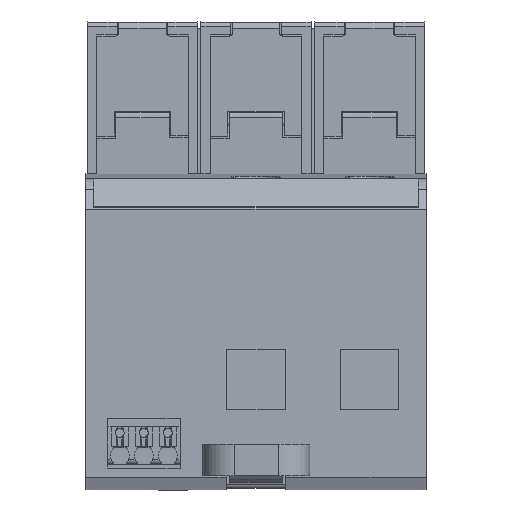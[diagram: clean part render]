
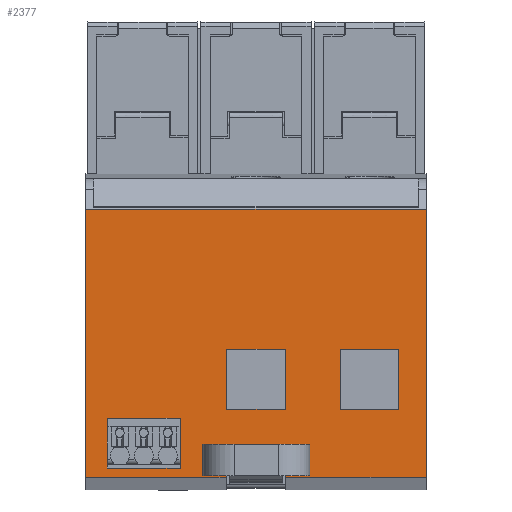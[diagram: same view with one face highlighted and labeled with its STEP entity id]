
A CAD part, front view. The second image highlights one B-rep face of the part: STEP entity #2377.
In plain terms, the highlighted planar face has unit normal (0, -1, 0.003).
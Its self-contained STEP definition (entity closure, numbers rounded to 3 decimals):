
#2220=AXIS2_PLACEMENT_3D('Plane Axis2P3D',#2217,#2218,#2219) ;
#1177=CARTESIAN_POINT('Vertex',(22.243,14.992,7.235)) ;
#1180=CARTESIAN_POINT('Line Origine',(22.243,14.985,4.648)) ;
#1184=CARTESIAN_POINT('Vertex',(22.243,14.978,2.062)) ;
#1264=CARTESIAN_POINT('Vertex',(22.82,14.992,7.235)) ;
#1542=CARTESIAN_POINT('Vertex',(31.22,14.992,7.235)) ;
#1647=CARTESIAN_POINT('Vertex',(31.707,14.978,2.062)) ;
#1650=CARTESIAN_POINT('Line Origine',(31.707,14.985,4.648)) ;
#1654=CARTESIAN_POINT('Vertex',(31.707,14.992,7.235)) ;
#2196=CARTESIAN_POINT('Line Origine',(11.121,14.978,2.062)) ;
#2200=CARTESIAN_POINT('Vertex',(0.,14.978,2.062)) ;
#2217=CARTESIAN_POINT('Axis2P3D Location',(0.,15.09,44.542)) ;
#2222=CARTESIAN_POINT('Line Origine',(0.,15.034,23.302)) ;
#2226=CARTESIAN_POINT('Vertex',(0.,15.09,44.542)) ;
#2229=CARTESIAN_POINT('Line Origine',(22.532,14.992,7.235)) ;
#2234=CARTESIAN_POINT('Line Origine',(27.02,14.992,7.235)) ;
#2239=CARTESIAN_POINT('Line Origine',(31.463,14.992,7.235)) ;
#2244=CARTESIAN_POINT('Line Origine',(42.853,14.978,2.062)) ;
#2248=CARTESIAN_POINT('Vertex',(54.,14.978,2.062)) ;
#2251=CARTESIAN_POINT('Line Origine',(54.,15.034,23.302)) ;
#2255=CARTESIAN_POINT('Vertex',(54.,15.09,44.542)) ;
#2258=CARTESIAN_POINT('Line Origine',(27.,15.09,44.542)) ;
#2275=CARTESIAN_POINT('Line Origine',(22.381,15.019,17.574)) ;
#2279=CARTESIAN_POINT('Vertex',(22.381,15.032,22.355)) ;
#2281=CARTESIAN_POINT('Vertex',(22.381,15.007,12.793)) ;
#2284=CARTESIAN_POINT('Line Origine',(26.999,15.032,22.355)) ;
#2288=CARTESIAN_POINT('Vertex',(31.618,15.032,22.355)) ;
#2291=CARTESIAN_POINT('Line Origine',(31.618,15.019,17.574)) ;
#2295=CARTESIAN_POINT('Vertex',(31.618,15.007,12.793)) ;
#2298=CARTESIAN_POINT('Line Origine',(26.999,15.007,12.793)) ;
#2309=CARTESIAN_POINT('Line Origine',(14.965,14.993,7.538)) ;
#2313=CARTESIAN_POINT('Vertex',(14.965,15.003,11.263)) ;
#2315=CARTESIAN_POINT('Vertex',(14.965,14.983,3.813)) ;
#2318=CARTESIAN_POINT('Line Origine',(9.2,14.983,3.813)) ;
#2322=CARTESIAN_POINT('Vertex',(3.435,14.983,3.813)) ;
#2325=CARTESIAN_POINT('Line Origine',(3.435,14.993,7.538)) ;
#2329=CARTESIAN_POINT('Vertex',(3.435,15.003,11.263)) ;
#2332=CARTESIAN_POINT('Line Origine',(9.2,15.003,11.263)) ;
#2343=CARTESIAN_POINT('Line Origine',(44.999,15.007,12.793)) ;
#2347=CARTESIAN_POINT('Vertex',(40.381,15.007,12.793)) ;
#2349=CARTESIAN_POINT('Vertex',(49.618,15.007,12.793)) ;
#2352=CARTESIAN_POINT('Line Origine',(40.381,15.019,17.574)) ;
#2356=CARTESIAN_POINT('Vertex',(40.381,15.032,22.355)) ;
#2359=CARTESIAN_POINT('Line Origine',(44.999,15.032,22.355)) ;
#2363=CARTESIAN_POINT('Vertex',(49.618,15.032,22.355)) ;
#2366=CARTESIAN_POINT('Line Origine',(49.618,15.019,17.574)) ;
#1181=DIRECTION('Vector Direction',(0.,-0.003,-1.)) ;
#1651=DIRECTION('Vector Direction',(0.,-0.003,-1.)) ;
#2197=DIRECTION('Vector Direction',(1.,0.,0.)) ;
#2218=DIRECTION('Axis2P3D Direction',(0.,-1.,0.003)) ;
#2219=DIRECTION('Axis2P3D XDirection',(0.,-0.003,-1.)) ;
#2223=DIRECTION('Vector Direction',(0.,-0.003,-1.)) ;
#2230=DIRECTION('Vector Direction',(-1.,0.,0.)) ;
#2235=DIRECTION('Vector Direction',(-1.,0.,0.)) ;
#2240=DIRECTION('Vector Direction',(-1.,0.,0.)) ;
#2245=DIRECTION('Vector Direction',(1.,0.,0.)) ;
#2252=DIRECTION('Vector Direction',(0.,-0.003,-1.)) ;
#2259=DIRECTION('Vector Direction',(1.,0.,0.)) ;
#2276=DIRECTION('Vector Direction',(0.,-0.003,-1.)) ;
#2285=DIRECTION('Vector Direction',(-1.,0.,0.)) ;
#2292=DIRECTION('Vector Direction',(0.,0.003,1.)) ;
#2299=DIRECTION('Vector Direction',(1.,0.,0.)) ;
#2310=DIRECTION('Vector Direction',(0.,-0.003,-1.)) ;
#2319=DIRECTION('Vector Direction',(1.,0.,0.)) ;
#2326=DIRECTION('Vector Direction',(0.,0.003,1.)) ;
#2333=DIRECTION('Vector Direction',(1.,0.,0.)) ;
#2344=DIRECTION('Vector Direction',(1.,0.,0.)) ;
#2353=DIRECTION('Vector Direction',(0.,-0.003,-1.)) ;
#2360=DIRECTION('Vector Direction',(-1.,0.,0.)) ;
#2367=DIRECTION('Vector Direction',(0.,0.003,1.)) ;
#1182=VECTOR('Line Direction',#1181,1.) ;
#1652=VECTOR('Line Direction',#1651,1.) ;
#2198=VECTOR('Line Direction',#2197,1.) ;
#2224=VECTOR('Line Direction',#2223,1.) ;
#2231=VECTOR('Line Direction',#2230,1.) ;
#2236=VECTOR('Line Direction',#2235,1.) ;
#2241=VECTOR('Line Direction',#2240,1.) ;
#2246=VECTOR('Line Direction',#2245,1.) ;
#2253=VECTOR('Line Direction',#2252,1.) ;
#2260=VECTOR('Line Direction',#2259,1.) ;
#2277=VECTOR('Line Direction',#2276,1.) ;
#2286=VECTOR('Line Direction',#2285,1.) ;
#2293=VECTOR('Line Direction',#2292,1.) ;
#2300=VECTOR('Line Direction',#2299,1.) ;
#2311=VECTOR('Line Direction',#2310,1.) ;
#2320=VECTOR('Line Direction',#2319,1.) ;
#2327=VECTOR('Line Direction',#2326,1.) ;
#2334=VECTOR('Line Direction',#2333,1.) ;
#2345=VECTOR('Line Direction',#2344,1.) ;
#2354=VECTOR('Line Direction',#2353,1.) ;
#2361=VECTOR('Line Direction',#2360,1.) ;
#2368=VECTOR('Line Direction',#2367,1.) ;
#2264=ORIENTED_EDGE('',*,*,#2228,.F.) ;
#2265=ORIENTED_EDGE('',*,*,#2202,.T.) ;
#2266=ORIENTED_EDGE('',*,*,#1186,.F.) ;
#2267=ORIENTED_EDGE('',*,*,#2233,.F.) ;
#2268=ORIENTED_EDGE('',*,*,#2238,.F.) ;
#2269=ORIENTED_EDGE('',*,*,#2243,.F.) ;
#2270=ORIENTED_EDGE('',*,*,#1656,.T.) ;
#2271=ORIENTED_EDGE('',*,*,#2250,.F.) ;
#2272=ORIENTED_EDGE('',*,*,#2257,.F.) ;
#2273=ORIENTED_EDGE('',*,*,#2262,.F.) ;
#2304=ORIENTED_EDGE('',*,*,#2283,.F.) ;
#2305=ORIENTED_EDGE('',*,*,#2290,.F.) ;
#2306=ORIENTED_EDGE('',*,*,#2297,.F.) ;
#2307=ORIENTED_EDGE('',*,*,#2302,.F.) ;
#2338=ORIENTED_EDGE('',*,*,#2317,.T.) ;
#2339=ORIENTED_EDGE('',*,*,#2324,.F.) ;
#2340=ORIENTED_EDGE('',*,*,#2331,.F.) ;
#2341=ORIENTED_EDGE('',*,*,#2336,.T.) ;
#2372=ORIENTED_EDGE('',*,*,#2351,.F.) ;
#2373=ORIENTED_EDGE('',*,*,#2358,.F.) ;
#2374=ORIENTED_EDGE('',*,*,#2365,.F.) ;
#2375=ORIENTED_EDGE('',*,*,#2370,.F.) ;
#2308=FACE_BOUND('',#2303,.T.) ;
#2342=FACE_BOUND('',#2337,.T.) ;
#2376=FACE_BOUND('',#2371,.T.) ;
#2377=ADVANCED_FACE('VPU',(#2274,#2308,#2342,#2376),#2221,.T.) ;
#1186=EDGE_CURVE('',#1178,#1185,#1183,.T.) ;
#1656=EDGE_CURVE('',#1655,#1648,#1653,.T.) ;
#2202=EDGE_CURVE('',#2201,#1185,#2199,.T.) ;
#2228=EDGE_CURVE('',#2201,#2227,#2225,.F.) ;
#2233=EDGE_CURVE('',#1265,#1178,#2232,.T.) ;
#2238=EDGE_CURVE('',#1543,#1265,#2237,.T.) ;
#2243=EDGE_CURVE('',#1655,#1543,#2242,.T.) ;
#2250=EDGE_CURVE('',#2249,#1648,#2247,.F.) ;
#2257=EDGE_CURVE('',#2256,#2249,#2254,.T.) ;
#2262=EDGE_CURVE('',#2227,#2256,#2261,.T.) ;
#2283=EDGE_CURVE('',#2280,#2282,#2278,.T.) ;
#2290=EDGE_CURVE('',#2289,#2280,#2287,.T.) ;
#2297=EDGE_CURVE('',#2296,#2289,#2294,.T.) ;
#2302=EDGE_CURVE('',#2282,#2296,#2301,.T.) ;
#2317=EDGE_CURVE('',#2314,#2316,#2312,.T.) ;
#2324=EDGE_CURVE('',#2323,#2316,#2321,.T.) ;
#2331=EDGE_CURVE('',#2330,#2323,#2328,.F.) ;
#2336=EDGE_CURVE('',#2330,#2314,#2335,.T.) ;
#2351=EDGE_CURVE('',#2348,#2350,#2346,.T.) ;
#2358=EDGE_CURVE('',#2357,#2348,#2355,.T.) ;
#2365=EDGE_CURVE('',#2364,#2357,#2362,.T.) ;
#2370=EDGE_CURVE('',#2350,#2364,#2369,.T.) ;
#2263=EDGE_LOOP('',(#2264,#2265,#2266,#2267,#2268,#2269,#2270,#2271,#2272,#2273)) ;
#2303=EDGE_LOOP('',(#2304,#2305,#2306,#2307)) ;
#2337=EDGE_LOOP('',(#2338,#2339,#2340,#2341)) ;
#2371=EDGE_LOOP('',(#2372,#2373,#2374,#2375)) ;
#2274=FACE_OUTER_BOUND('',#2263,.T.) ;
#1183=LINE('Line',#1180,#1182) ;
#1653=LINE('Line',#1650,#1652) ;
#2199=LINE('Line',#2196,#2198) ;
#2225=LINE('Line',#2222,#2224) ;
#2232=LINE('Line',#2229,#2231) ;
#2237=LINE('Line',#2234,#2236) ;
#2242=LINE('Line',#2239,#2241) ;
#2247=LINE('Line',#2244,#2246) ;
#2254=LINE('Line',#2251,#2253) ;
#2261=LINE('Line',#2258,#2260) ;
#2278=LINE('Line',#2275,#2277) ;
#2287=LINE('Line',#2284,#2286) ;
#2294=LINE('Line',#2291,#2293) ;
#2301=LINE('Line',#2298,#2300) ;
#2312=LINE('Line',#2309,#2311) ;
#2321=LINE('Line',#2318,#2320) ;
#2328=LINE('Line',#2325,#2327) ;
#2335=LINE('Line',#2332,#2334) ;
#2346=LINE('Line',#2343,#2345) ;
#2355=LINE('Line',#2352,#2354) ;
#2362=LINE('Line',#2359,#2361) ;
#2369=LINE('Line',#2366,#2368) ;
#2221=PLANE('',#2220) ;
#1178=VERTEX_POINT('',#1177) ;
#1185=VERTEX_POINT('',#1184) ;
#1265=VERTEX_POINT('',#1264) ;
#1543=VERTEX_POINT('',#1542) ;
#1648=VERTEX_POINT('',#1647) ;
#1655=VERTEX_POINT('',#1654) ;
#2201=VERTEX_POINT('',#2200) ;
#2227=VERTEX_POINT('',#2226) ;
#2249=VERTEX_POINT('',#2248) ;
#2256=VERTEX_POINT('',#2255) ;
#2280=VERTEX_POINT('',#2279) ;
#2282=VERTEX_POINT('',#2281) ;
#2289=VERTEX_POINT('',#2288) ;
#2296=VERTEX_POINT('',#2295) ;
#2314=VERTEX_POINT('',#2313) ;
#2316=VERTEX_POINT('',#2315) ;
#2323=VERTEX_POINT('',#2322) ;
#2330=VERTEX_POINT('',#2329) ;
#2348=VERTEX_POINT('',#2347) ;
#2350=VERTEX_POINT('',#2349) ;
#2357=VERTEX_POINT('',#2356) ;
#2364=VERTEX_POINT('',#2363) ;
